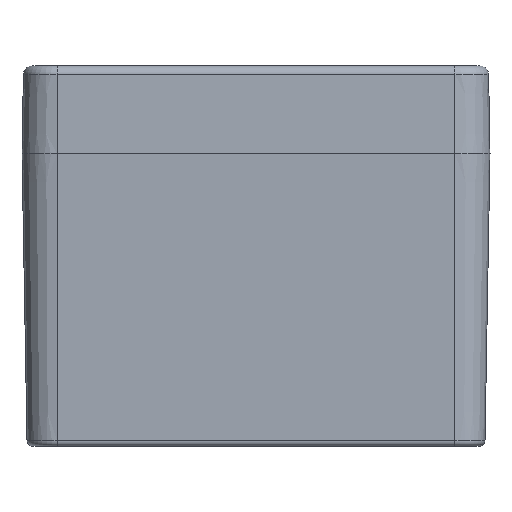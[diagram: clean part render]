
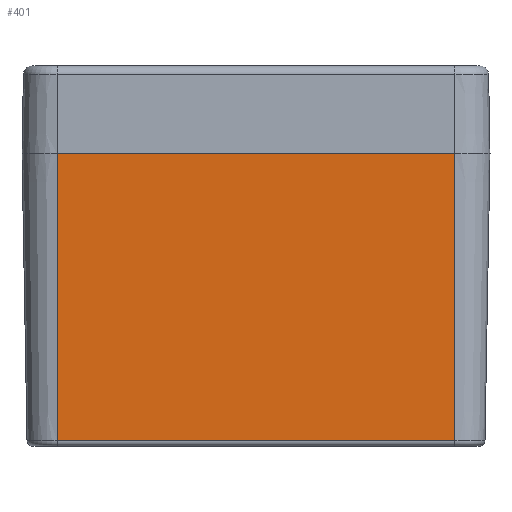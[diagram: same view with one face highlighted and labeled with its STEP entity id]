
A CAD part, left-side view. The second image highlights one B-rep face of the part: STEP entity #401.
In plain terms, the highlighted planar face has unit normal (-1, 0, -0.018).
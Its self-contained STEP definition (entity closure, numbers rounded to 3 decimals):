
#256=CARTESIAN_POINT('',(-59.143,34.,-49.076));
#257=VERTEX_POINT('',#256);
#290=CARTESIAN_POINT('',(-59.143,-34.,-49.076));
#291=VERTEX_POINT('',#290);
#299=CARTESIAN_POINT('',(-59.143,-34.,-49.076));
#300=DIRECTION('',(0.0,1.0,0.0));
#301=VECTOR('',#300,68.);
#302=LINE('',#299,#301);
#303=EDGE_CURVE('',#291,#257,#302,.T.);
#371=CARTESIAN_POINT('',(-60.,34.,0.0));
#372=DIRECTION('',(-1.,0.0,-0.017));
#373=DIRECTION('',(0.0,1.0,0.0));
#374=AXIS2_PLACEMENT_3D('',#371,#372,#373);
#375=PLANE('',#374);
#376=ORIENTED_EDGE('',*,*,#303,.F.);
#377=CARTESIAN_POINT('',(-60.,-34.,0.0));
#378=VERTEX_POINT('',#377);
#379=CARTESIAN_POINT('',(-60.,-34.,0.0));
#380=DIRECTION('',(0.017,0.0,-1.));
#381=VECTOR('',#380,49.084);
#382=LINE('',#379,#381);
#383=EDGE_CURVE('',#378,#291,#382,.T.);
#384=ORIENTED_EDGE('',*,*,#383,.F.);
#385=CARTESIAN_POINT('',(-60.,34.,0.0));
#386=VERTEX_POINT('',#385);
#387=CARTESIAN_POINT('',(-60.,-34.,0.0));
#388=DIRECTION('',(0.0,1.0,0.0));
#389=VECTOR('',#388,68.);
#390=LINE('',#387,#389);
#391=EDGE_CURVE('',#378,#386,#390,.T.);
#392=ORIENTED_EDGE('',*,*,#391,.T.);
#393=CARTESIAN_POINT('',(-60.,34.,0.0));
#394=DIRECTION('',(0.017,0.0,-1.));
#395=VECTOR('',#394,49.084);
#396=LINE('',#393,#395);
#397=EDGE_CURVE('',#386,#257,#396,.T.);
#398=ORIENTED_EDGE('',*,*,#397,.T.);
#399=EDGE_LOOP('',(#376,#384,#392,#398));
#400=FACE_OUTER_BOUND('',#399,.T.);
#401=ADVANCED_FACE('',(#400),#375,.T.);
